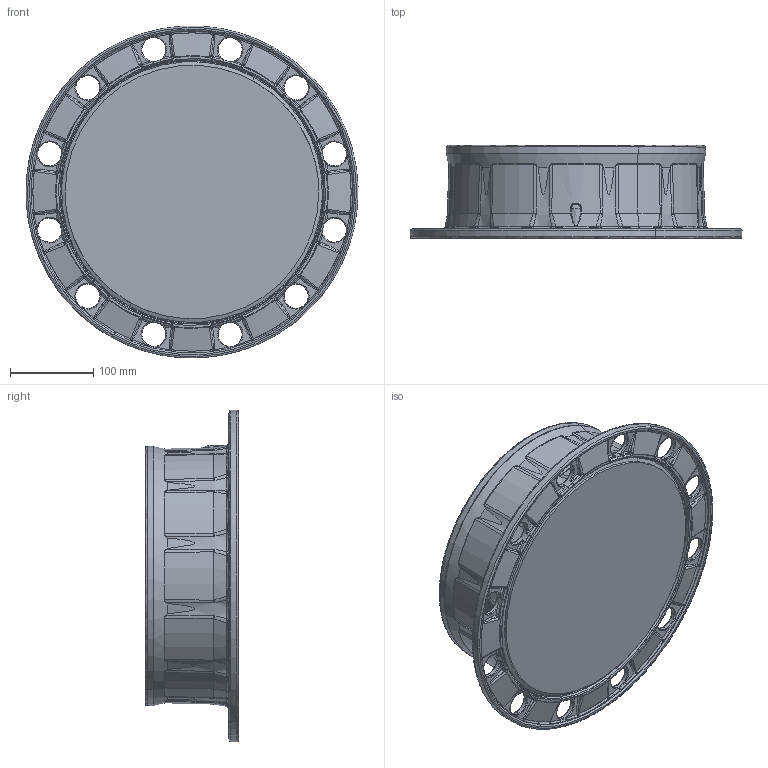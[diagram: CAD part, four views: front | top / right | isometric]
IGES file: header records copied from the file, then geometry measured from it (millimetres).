
Start section: START RECORD GO HERE.
Global section: file name: 05280-60-62XXXX.igs; native system: IBM CATIA IGES - CATIA Version 5 Release 17 ; preprocessor: CATIA Version 5 Release 17 ; author: pbm; organization: DKAVKINT; date: 20100826.100117; units: millimetre
Bounding box: 399.8 x 112 x 399.54 mm (x, y, z)
Surface area: 369357.8 mm2 (no closed solid volume)
Topology: 0 solids, 2177 shells, 2177 faces, 11058 edges, 10938 vertices
Faces by surface type: bspline 2177
